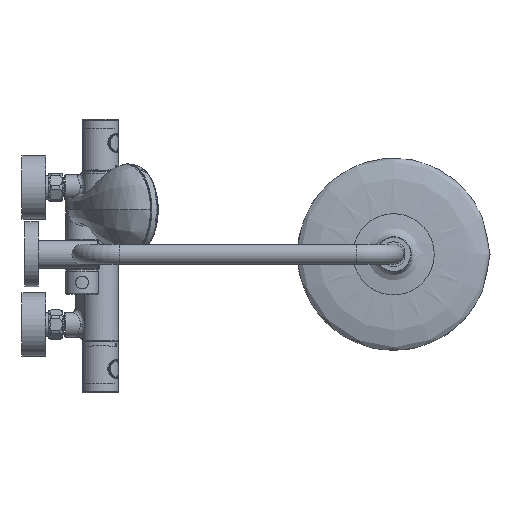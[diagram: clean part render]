
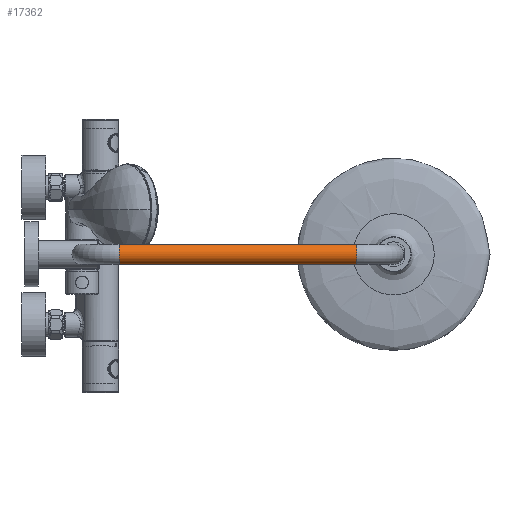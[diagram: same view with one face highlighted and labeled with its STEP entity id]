
A CAD part, top view. The second image highlights one B-rep face of the part: STEP entity #17362.
In plain terms, the highlighted cylindrical face has radius 11 mm (diameter 22 mm), a full revolution.
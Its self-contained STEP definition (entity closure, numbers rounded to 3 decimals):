
#4208=ORIENTED_EDGE('',*,*,#8023,.T.);
#4209=ORIENTED_EDGE('',*,*,#8024,.F.);
#8023=EDGE_CURVE('',#11195,#11195,#14173,.F.);
#8024=EDGE_CURVE('',#11196,#11196,#14174,.F.);
#11195=VERTEX_POINT('',#23503);
#11196=VERTEX_POINT('',#23506);
#14173=CIRCLE('',#20839,11.);
#14174=CIRCLE('',#20841,11.);
#14584=EDGE_LOOP('',(#4208));
#14585=EDGE_LOOP('',(#4209));
#15853=FACE_BOUND('',#14584,.T.);
#15854=FACE_BOUND('',#14585,.T.);
#17109=CYLINDRICAL_SURFACE('',#20840,11.);
#17362=ADVANCED_FACE('',(#15853,#15854),#17109,.T.);
#20839=AXIS2_PLACEMENT_3D('',#23502,#21700,#21701);
#20840=AXIS2_PLACEMENT_3D('',#23504,#21702,#21703);
#20841=AXIS2_PLACEMENT_3D('',#23505,#21704,#21705);
#21700=DIRECTION('',(1.,0.,0.));
#21701=DIRECTION('',(0.,0.,1.));
#21702=DIRECTION('',(1.,0.,0.));
#21703=DIRECTION('',(0.,0.,-1.));
#21704=DIRECTION('',(1.,0.,0.));
#21705=DIRECTION('',(0.,0.,1.));
#23502=CARTESIAN_POINT('',(299.5,0.,1107.978));
#23503=CARTESIAN_POINT('',(299.5,0.,1118.978));
#23504=CARTESIAN_POINT('',(40.5,0.,1107.978));
#23505=CARTESIAN_POINT('',(40.5,0.,1107.978));
#23506=CARTESIAN_POINT('',(40.5,0.,1118.978));
